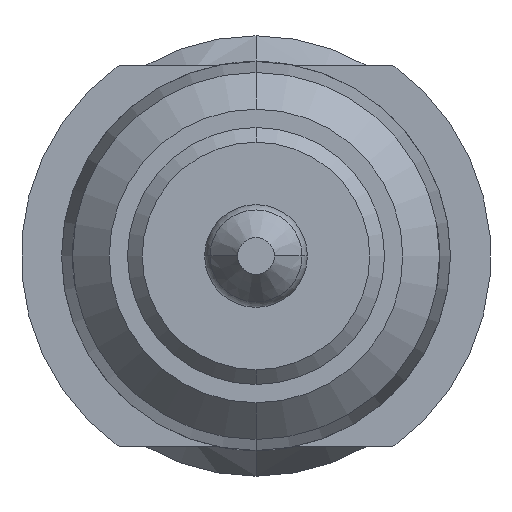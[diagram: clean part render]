
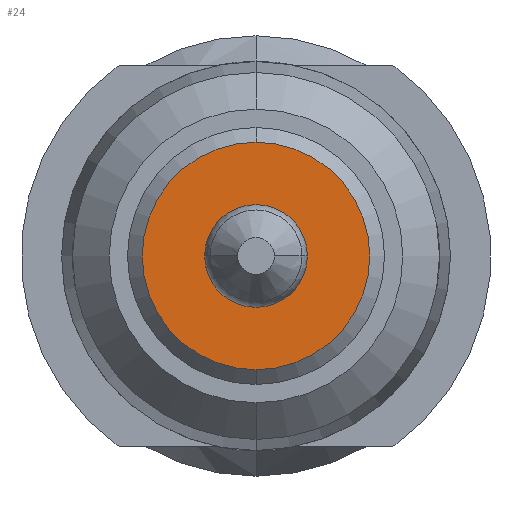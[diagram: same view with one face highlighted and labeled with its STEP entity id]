
A CAD part, front view. The second image highlights one B-rep face of the part: STEP entity #24.
In plain terms, the highlighted planar face has unit normal (0, -1, 0).
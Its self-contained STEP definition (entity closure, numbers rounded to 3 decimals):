
#24 = ADVANCED_FACE ( 'Defeature ausgef�hrt1_28', ( #3365, #203 ), #697, .F. ) ;
#201 = CARTESIAN_POINT ( 'NONE',  ( 0., -29., 0. ) ) ;
#203 = FACE_OUTER_BOUND ( 'NONE', #3006, .T. ) ;
#302 = ORIENTED_EDGE ( 'NONE', *, *, #4533, .T. ) ;
#325 = AXIS2_PLACEMENT_3D ( 'NONE', #3245, #4026, #680 ) ;
#425 = CIRCLE ( 'NONE', #4238, 0.35 ) ;
#519 = DIRECTION ( 'NONE',  ( 0., 0., 1. ) ) ;
#546 = CIRCLE ( 'NONE', #3898, 0.35 ) ;
#565 = DIRECTION ( 'NONE',  ( 0., 0., 1. ) ) ;
#680 = DIRECTION ( 'NONE',  ( 0., 0., 1. ) ) ;
#697 = PLANE ( 'NONE',  #325 ) ;
#779 = DIRECTION ( 'NONE',  ( 0., 0., 1. ) ) ;
#1251 = AXIS2_PLACEMENT_3D ( 'NONE', #201, #2760, #565 ) ;
#1529 = VERTEX_POINT ( 'NONE', #4053 ) ;
#1553 = EDGE_CURVE ( 'Defeature ausgef�hrt1_30+Defeature ausgef�hrt1_28+Defeature ausgef�hrt1_28+Defeature ausgef�hrt1_28', #2802, #1769, #425, .T. ) ;
#1650 = AXIS2_PLACEMENT_3D ( 'NONE', #4470, #3396, #2678 ) ;
#1769 = VERTEX_POINT ( 'NONE', #3926 ) ;
#2029 = CIRCLE ( 'NONE', #1650, 0.775 ) ;
#2167 = EDGE_CURVE ( 'Defeature ausgef�hrt1_28+Defeature ausgef�hrt1_29+Defeature ausgef�hrt1_29+Defeature ausgef�hrt1_29', #1529, #4607, #3070, .T. ) ;
#2362 = CARTESIAN_POINT ( 'NONE',  ( 0., -29., 0. ) ) ;
#2651 = ORIENTED_EDGE ( 'NONE', *, *, #3699, .F. ) ;
#2678 = DIRECTION ( 'NONE',  ( 0., 0., 1. ) ) ;
#2693 = ORIENTED_EDGE ( 'NONE', *, *, #2167, .T. ) ;
#2760 = DIRECTION ( 'NONE',  ( 0., -1., 0. ) ) ;
#2802 = VERTEX_POINT ( 'NONE', #4657 ) ;
#2811 = DIRECTION ( 'NONE',  ( 0., -1., 0. ) ) ;
#2907 = ORIENTED_EDGE ( 'NONE', *, *, #1553, .F. ) ;
#3006 = EDGE_LOOP ( 'NONE', ( #302, #2693 ) ) ;
#3070 = CIRCLE ( 'NONE', #1251, 0.775 ) ;
#3245 = CARTESIAN_POINT ( 'NONE',  ( 0.875, -29., 0. ) ) ;
#3330 = DIRECTION ( 'NONE',  ( 0., -1., 0. ) ) ;
#3363 = CARTESIAN_POINT ( 'NONE',  ( 0., -29., 0. ) ) ;
#3365 = FACE_BOUND ( 'NONE', #4293, .T. ) ;
#3396 = DIRECTION ( 'NONE',  ( 0., -1., 0. ) ) ;
#3699 = EDGE_CURVE ( 'Defeature ausgef�hrt1_30+Defeature ausgef�hrt1_28+Defeature ausgef�hrt1_28+Defeature ausgef�hrt1_28', #1769, #2802, #546, .T. ) ;
#3898 = AXIS2_PLACEMENT_3D ( 'NONE', #2362, #2811, #519 ) ;
#3926 = CARTESIAN_POINT ( 'NONE',  ( -0.35, -29., 0. ) ) ;
#4026 = DIRECTION ( 'NONE',  ( 0., 1., 0. ) ) ;
#4053 = CARTESIAN_POINT ( 'NONE',  ( 0., -29., -0.775 ) ) ;
#4198 = CARTESIAN_POINT ( 'NONE',  ( 0., -29., 0.775 ) ) ;
#4238 = AXIS2_PLACEMENT_3D ( 'NONE', #3363, #3330, #779 ) ;
#4293 = EDGE_LOOP ( 'NONE', ( #2651, #2907 ) ) ;
#4470 = CARTESIAN_POINT ( 'NONE',  ( 0., -29., 0. ) ) ;
#4533 = EDGE_CURVE ( 'Defeature ausgef�hrt1_28+Defeature ausgef�hrt1_29+Defeature ausgef�hrt1_29+Defeature ausgef�hrt1_29', #4607, #1529, #2029, .T. ) ;
#4607 = VERTEX_POINT ( 'NONE', #4198 ) ;
#4657 = CARTESIAN_POINT ( 'NONE',  ( 0.35, -29., 0. ) ) ;
